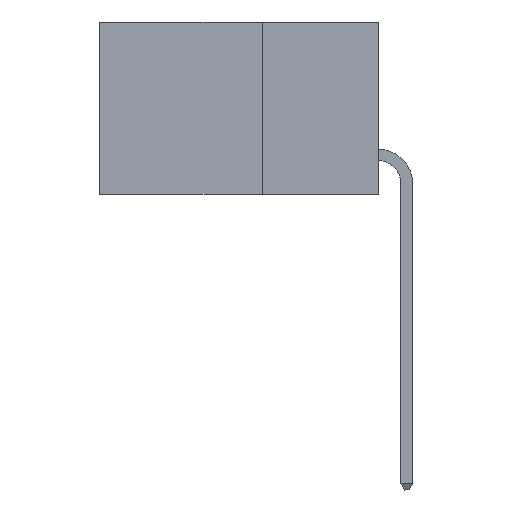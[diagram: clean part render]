
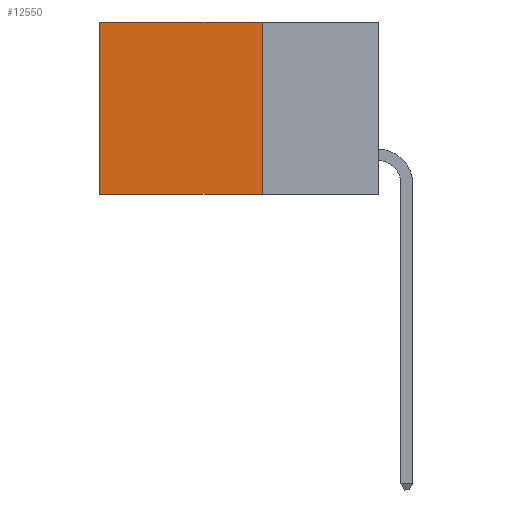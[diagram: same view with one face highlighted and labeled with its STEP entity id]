
A CAD part, left-side view. The second image highlights one B-rep face of the part: STEP entity #12550.
In plain terms, the highlighted planar face has unit normal (-1, 0, 0).
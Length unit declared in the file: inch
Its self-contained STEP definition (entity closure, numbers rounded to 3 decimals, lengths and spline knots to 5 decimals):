
#856 = ORIENTED_EDGE ( 'NONE', *, *, #6628, .T. ) ;
#1747 = CARTESIAN_POINT ( 'NONE',  ( 0.2615, 0.25, -0.37 ) ) ;
#1755 = DIRECTION ( 'NONE',  ( 0., 1., 0. ) ) ;
#2084 = ORIENTED_EDGE ( 'NONE', *, *, #22052, .F. ) ;
#2256 = EDGE_LOOP ( 'NONE', ( #856, #2084, #15188, #7487 ) ) ;
#2941 = VERTEX_POINT ( 'NONE', #11772 ) ;
#3017 = LINE ( 'NONE', #10809, #21596 ) ;
#3337 = LINE ( 'NONE', #1747, #11254 ) ;
#4315 = CARTESIAN_POINT ( 'NONE',  ( 0.2615, 0.6, 0. ) ) ;
#5785 = CARTESIAN_POINT ( 'NONE',  ( 0.2615, 0.25, -0.37 ) ) ;
#6065 = CARTESIAN_POINT ( 'NONE',  ( 0.2615, 0.25, 0. ) ) ;
#6628 = EDGE_CURVE ( 'NONE', #15640, #2941, #19001, .T. ) ;
#7487 = ORIENTED_EDGE ( 'NONE', *, *, #23289, .T. ) ;
#7561 = LINE ( 'NONE', #20179, #16610 ) ;
#7598 = DIRECTION ( 'NONE',  ( 1., 0., 0. ) ) ;
#9413 = VECTOR ( 'NONE', #16268, 39.37008 ) ;
#10809 = CARTESIAN_POINT ( 'NONE',  ( 0.2615, 0.25, 0. ) ) ;
#11254 = VECTOR ( 'NONE', #23337, 39.37008 ) ;
#11731 = EDGE_CURVE ( 'NONE', #12673, #13890, #3337, .T. ) ;
#11772 = CARTESIAN_POINT ( 'NONE',  ( 0.2615, 0.6, -0.37 ) ) ;
#12342 = FACE_OUTER_BOUND ( 'NONE', #2256, .T. ) ;
#12550 = ADVANCED_FACE ( 'NONE', ( #12342 ), #16605, .F. ) ;
#12673 = VERTEX_POINT ( 'NONE', #6065 ) ;
#12961 = AXIS2_PLACEMENT_3D ( 'NONE', #5785, #7598, #20178 ) ;
#13890 = VERTEX_POINT ( 'NONE', #16861 ) ;
#15188 = ORIENTED_EDGE ( 'NONE', *, *, #11731, .F. ) ;
#15640 = VERTEX_POINT ( 'NONE', #4315 ) ;
#16268 = DIRECTION ( 'NONE',  ( 0., 0., -1. ) ) ;
#16318 = CARTESIAN_POINT ( 'NONE',  ( 0.2615, 0.6, -0.37 ) ) ;
#16605 = PLANE ( 'NONE',  #12961 ) ;
#16610 = VECTOR ( 'NONE', #21959, 39.37008 ) ;
#16861 = CARTESIAN_POINT ( 'NONE',  ( 0.2615, 0.25, -0.37 ) ) ;
#19001 = LINE ( 'NONE', #16318, #9413 ) ;
#20178 = DIRECTION ( 'NONE',  ( 0., 0., -1. ) ) ;
#20179 = CARTESIAN_POINT ( 'NONE',  ( 0.2615, 0.25, -0.37 ) ) ;
#21596 = VECTOR ( 'NONE', #1755, 39.37008 ) ;
#21959 = DIRECTION ( 'NONE',  ( 0., 1., 0. ) ) ;
#22052 = EDGE_CURVE ( 'NONE', #13890, #2941, #7561, .T. ) ;
#23289 = EDGE_CURVE ( 'NONE', #12673, #15640, #3017, .T. ) ;
#23337 = DIRECTION ( 'NONE',  ( 0., 0., -1. ) ) ;
